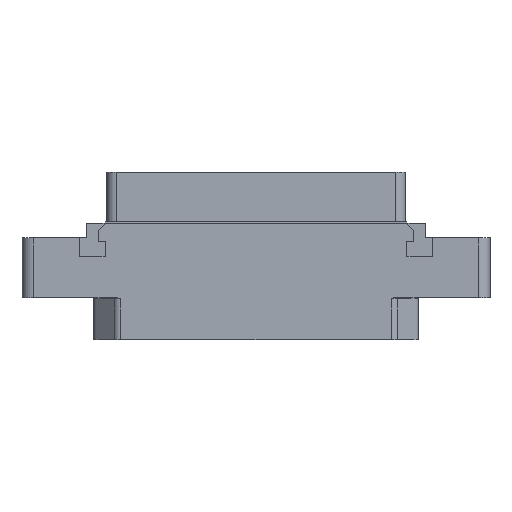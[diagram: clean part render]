
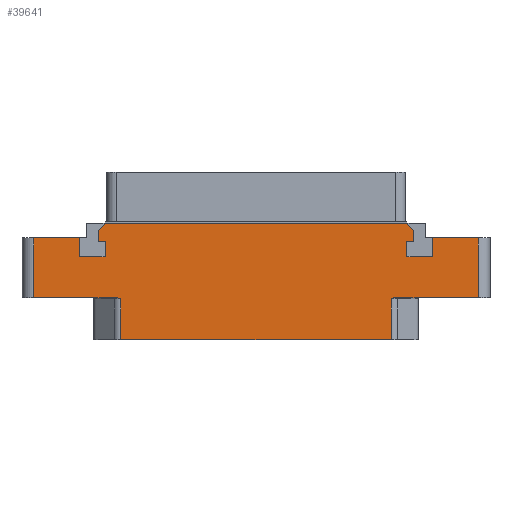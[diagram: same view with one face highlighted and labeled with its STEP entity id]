
A CAD part, top view. The second image highlights one B-rep face of the part: STEP entity #39641.
In plain terms, the highlighted planar face has unit normal (0, 0, 1).
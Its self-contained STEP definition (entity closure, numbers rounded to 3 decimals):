
#1=DIRECTION('',(0.,-1.,0.));
#2=VECTOR('',#1,3.2);
#3=CARTESIAN_POINT('',(30.2,10.2,7.));
#4=LINE('',#3,#2);
#5=DIRECTION('',(1.,0.,0.));
#6=VECTOR('',#5,7.8);
#7=CARTESIAN_POINT('',(30.2,10.2,7.));
#8=LINE('',#7,#6);
#9=DIRECTION('',(1.,0.,0.));
#10=VECTOR('',#9,7.8);
#11=CARTESIAN_POINT('',(-38.,10.2,7.));
#12=LINE('',#11,#10);
#13=DIRECTION('',(0.,-1.,0.));
#14=VECTOR('',#13,3.2);
#15=CARTESIAN_POINT('',(-30.2,10.2,7.));
#16=LINE('',#15,#14);
#17=DIRECTION('',(1.,0.,0.));
#18=VECTOR('',#17,4.4);
#19=CARTESIAN_POINT('',(-30.2,7.,7.));
#20=LINE('',#19,#18);
#21=DIRECTION('',(0.,1.,0.));
#22=VECTOR('',#21,2.6);
#23=CARTESIAN_POINT('',(-25.8,7.,7.));
#24=LINE('',#23,#22);
#25=DIRECTION('',(-1.,0.,0.));
#26=VECTOR('',#25,1.2);
#27=CARTESIAN_POINT('',(-25.8,9.6,7.));
#28=LINE('',#27,#26);
#29=DIRECTION('',(0.,1.,0.));
#30=VECTOR('',#29,1.9);
#31=CARTESIAN_POINT('',(-27.,9.6,7.));
#32=LINE('',#31,#30);
#33=DIRECTION('',(0.707,0.707,0.));
#34=VECTOR('',#33,1.697);
#35=CARTESIAN_POINT('',(-27.,11.5,7.));
#36=LINE('',#35,#34);
#37=DIRECTION('',(1.,0.,0.));
#38=VECTOR('',#37,51.6);
#39=CARTESIAN_POINT('',(-25.8,12.7,7.));
#40=LINE('',#39,#38);
#41=DIRECTION('',(-0.707,0.707,0.));
#42=VECTOR('',#41,1.697);
#43=CARTESIAN_POINT('',(27.,11.5,7.));
#44=LINE('',#43,#42);
#45=DIRECTION('',(0.,1.,0.));
#46=VECTOR('',#45,1.9);
#47=CARTESIAN_POINT('',(27.,9.6,7.));
#48=LINE('',#47,#46);
#49=DIRECTION('',(1.,0.,0.));
#50=VECTOR('',#49,1.2);
#51=CARTESIAN_POINT('',(25.8,9.6,7.));
#52=LINE('',#51,#50);
#53=DIRECTION('',(0.,1.,0.));
#54=VECTOR('',#53,2.6);
#55=CARTESIAN_POINT('',(25.8,7.,7.));
#56=LINE('',#55,#54);
#57=DIRECTION('',(-1.,0.,0.));
#58=VECTOR('',#57,4.4);
#59=CARTESIAN_POINT('',(30.2,7.,7.));
#60=LINE('',#59,#58);
#749=DIRECTION('',(0.,-1.,0.));
#750=VECTOR('',#749,10.2);
#751=CARTESIAN_POINT('',(-38.,10.2,7.));
#752=LINE('',#751,#750);
#784=DIRECTION('',(1.,0.,0.));
#785=VECTOR('',#784,14.082);
#786=CARTESIAN_POINT('',(-38.,0.,7.));
#787=LINE('',#786,#785);
#887=CARTESIAN_POINT('',(-23.918,0.,7.));
#888=CARTESIAN_POINT('',(-23.839,0.,7.));
#889=CARTESIAN_POINT('',(-23.674,-0.02,7.));
#890=CARTESIAN_POINT('',(-23.406,-0.095,7.));
#891=CARTESIAN_POINT('',(-23.217,-0.164,7.));
#892=CARTESIAN_POINT('',(-23.118,-0.2,7.));
#894=DIRECTION('',(0.,1.,0.));
#895=VECTOR('',#894,7.);
#896=CARTESIAN_POINT('',(-23.118,-7.2,7.));
#897=LINE('',#896,#895);
#919=DIRECTION('',(-1.,0.,0.));
#920=VECTOR('',#919,46.236);
#921=CARTESIAN_POINT('',(23.118,-7.2,7.));
#922=LINE('',#921,#920);
#1053=DIRECTION('',(0.,1.,0.));
#1054=VECTOR('',#1053,7.);
#1055=CARTESIAN_POINT('',(23.118,-7.2,7.));
#1056=LINE('',#1055,#1054);
#1062=CARTESIAN_POINT('',(23.118,-0.2,7.));
#1063=CARTESIAN_POINT('',(23.217,-0.164,7.));
#1064=CARTESIAN_POINT('',(23.406,-0.095,7.));
#1065=CARTESIAN_POINT('',(23.674,-0.02,7.));
#1066=CARTESIAN_POINT('',(23.839,0.,7.));
#1067=CARTESIAN_POINT('',(23.918,0.,7.));
#1074=DIRECTION('',(1.,0.,0.));
#1075=VECTOR('',#1074,14.082);
#1076=CARTESIAN_POINT('',(23.918,0.,7.));
#1077=LINE('',#1076,#1075);
#1103=DIRECTION('',(0.,1.,0.));
#1104=VECTOR('',#1103,10.2);
#1105=CARTESIAN_POINT('',(38.,0.,7.));
#1106=LINE('',#1105,#1104);
#30835=CARTESIAN_POINT('',(38.,0.,7.));
#30836=CARTESIAN_POINT('',(38.,10.2,7.));
#30837=VERTEX_POINT('',#30835);
#30838=VERTEX_POINT('',#30836);
#30843=CARTESIAN_POINT('',(-38.,10.2,7.));
#30844=CARTESIAN_POINT('',(-38.,0.,7.));
#30845=VERTEX_POINT('',#30843);
#30846=VERTEX_POINT('',#30844);
#31052=CARTESIAN_POINT('',(23.118,-7.2,7.));
#31054=VERTEX_POINT('',#31052);
#31055=CARTESIAN_POINT('',(-23.118,-7.2,7.));
#31057=VERTEX_POINT('',#31055);
#31119=CARTESIAN_POINT('',(-23.118,-0.2,7.));
#31120=VERTEX_POINT('',#31119);
#31121=CARTESIAN_POINT('',(-23.918,0.,7.));
#31122=VERTEX_POINT('',#31121);
#31123=CARTESIAN_POINT('',(23.118,-0.2,7.));
#31125=VERTEX_POINT('',#31123);
#31127=CARTESIAN_POINT('',(23.918,0.,7.));
#31129=VERTEX_POINT('',#31127);
#32297=CARTESIAN_POINT('',(-30.2,10.2,7.));
#32298=CARTESIAN_POINT('',(-30.2,7.,7.));
#32299=VERTEX_POINT('',#32297);
#32300=VERTEX_POINT('',#32298);
#32301=CARTESIAN_POINT('',(-25.8,7.,7.));
#32302=VERTEX_POINT('',#32301);
#32303=CARTESIAN_POINT('',(-25.8,9.6,7.));
#32304=VERTEX_POINT('',#32303);
#32305=CARTESIAN_POINT('',(-27.,9.6,7.));
#32306=VERTEX_POINT('',#32305);
#32307=CARTESIAN_POINT('',(-27.,11.5,7.));
#32308=VERTEX_POINT('',#32307);
#32309=CARTESIAN_POINT('',(-25.8,12.7,7.));
#32310=VERTEX_POINT('',#32309);
#32327=CARTESIAN_POINT('',(30.2,10.2,7.));
#32328=CARTESIAN_POINT('',(30.2,7.,7.));
#32329=VERTEX_POINT('',#32327);
#32330=VERTEX_POINT('',#32328);
#32331=CARTESIAN_POINT('',(25.8,7.,7.));
#32332=VERTEX_POINT('',#32331);
#32333=CARTESIAN_POINT('',(25.8,9.6,7.));
#32334=VERTEX_POINT('',#32333);
#32335=CARTESIAN_POINT('',(27.,9.6,7.));
#32336=VERTEX_POINT('',#32335);
#32337=CARTESIAN_POINT('',(27.,11.5,7.));
#32338=VERTEX_POINT('',#32337);
#32339=CARTESIAN_POINT('',(25.8,12.7,7.));
#32340=VERTEX_POINT('',#32339);
#39586=CARTESIAN_POINT('',(0.,0.,7.));
#39587=DIRECTION('',(0.,0.,-1.));
#39588=DIRECTION('',(-1.,0.,0.));
#39589=AXIS2_PLACEMENT_3D('',#39586,#39587,#39588);
#39590=PLANE('',#39589);
#39592=ORIENTED_EDGE('',*,*,#39591,.F.);
#39594=ORIENTED_EDGE('',*,*,#39593,.T.);
#39596=ORIENTED_EDGE('',*,*,#39595,.F.);
#39598=ORIENTED_EDGE('',*,*,#39597,.F.);
#39600=ORIENTED_EDGE('',*,*,#39599,.F.);
#39602=ORIENTED_EDGE('',*,*,#39601,.F.);
#39604=ORIENTED_EDGE('',*,*,#39603,.T.);
#39606=ORIENTED_EDGE('',*,*,#39605,.T.);
#39608=ORIENTED_EDGE('',*,*,#39607,.F.);
#39610=ORIENTED_EDGE('',*,*,#39609,.F.);
#39612=ORIENTED_EDGE('',*,*,#39611,.F.);
#39614=ORIENTED_EDGE('',*,*,#39613,.T.);
#39616=ORIENTED_EDGE('',*,*,#39615,.T.);
#39618=ORIENTED_EDGE('',*,*,#39617,.T.);
#39620=ORIENTED_EDGE('',*,*,#39619,.T.);
#39622=ORIENTED_EDGE('',*,*,#39621,.T.);
#39624=ORIENTED_EDGE('',*,*,#39623,.T.);
#39626=ORIENTED_EDGE('',*,*,#39625,.T.);
#39628=ORIENTED_EDGE('',*,*,#39627,.T.);
#39630=ORIENTED_EDGE('',*,*,#39629,.F.);
#39632=ORIENTED_EDGE('',*,*,#39631,.F.);
#39634=ORIENTED_EDGE('',*,*,#39633,.F.);
#39636=ORIENTED_EDGE('',*,*,#39635,.F.);
#39638=ORIENTED_EDGE('',*,*,#39637,.F.);
#39639=EDGE_LOOP('',(#39592,#39594,#39596,#39598,#39600,#39602,#39604,#39606,
#39608,#39610,#39612,#39614,#39616,#39618,#39620,#39622,#39624,#39626,#39628,
#39630,#39632,#39634,#39636,#39638));
#39640=FACE_OUTER_BOUND('',#39639,.F.);
#39641=ADVANCED_FACE('',(#39640),#39590,.F.);
#893=B_SPLINE_CURVE_WITH_KNOTS('',3,(#887,#888,#889,#890,#891,#892),
.UNSPECIFIED.,.F.,.F.,(4,1,1,4),(0.,0.333,0.667,1.),
.UNSPECIFIED.);
#1068=B_SPLINE_CURVE_WITH_KNOTS('',3,(#1062,#1063,#1064,#1065,#1066,#1067),
.UNSPECIFIED.,.F.,.F.,(4,1,1,4),(0.,0.333,0.667,1.),
.UNSPECIFIED.);
#39591=EDGE_CURVE('',#32329,#32330,#4,.T.);
#39593=EDGE_CURVE('',#32329,#30838,#8,.T.);
#39595=EDGE_CURVE('',#30837,#30838,#1106,.T.);
#39597=EDGE_CURVE('',#31129,#30837,#1077,.T.);
#39599=EDGE_CURVE('',#31125,#31129,#1068,.T.);
#39601=EDGE_CURVE('',#31054,#31125,#1056,.T.);
#39603=EDGE_CURVE('',#31054,#31057,#922,.T.);
#39605=EDGE_CURVE('',#31057,#31120,#897,.T.);
#39607=EDGE_CURVE('',#31122,#31120,#893,.T.);
#39609=EDGE_CURVE('',#30846,#31122,#787,.T.);
#39611=EDGE_CURVE('',#30845,#30846,#752,.T.);
#39613=EDGE_CURVE('',#30845,#32299,#12,.T.);
#39615=EDGE_CURVE('',#32299,#32300,#16,.T.);
#39617=EDGE_CURVE('',#32300,#32302,#20,.T.);
#39619=EDGE_CURVE('',#32302,#32304,#24,.T.);
#39621=EDGE_CURVE('',#32304,#32306,#28,.T.);
#39623=EDGE_CURVE('',#32306,#32308,#32,.T.);
#39625=EDGE_CURVE('',#32308,#32310,#36,.T.);
#39627=EDGE_CURVE('',#32310,#32340,#40,.T.);
#39629=EDGE_CURVE('',#32338,#32340,#44,.T.);
#39631=EDGE_CURVE('',#32336,#32338,#48,.T.);
#39633=EDGE_CURVE('',#32334,#32336,#52,.T.);
#39635=EDGE_CURVE('',#32332,#32334,#56,.T.);
#39637=EDGE_CURVE('',#32330,#32332,#60,.T.);
